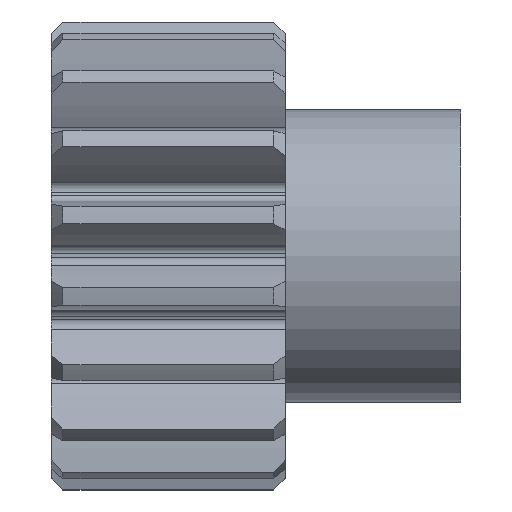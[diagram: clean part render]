
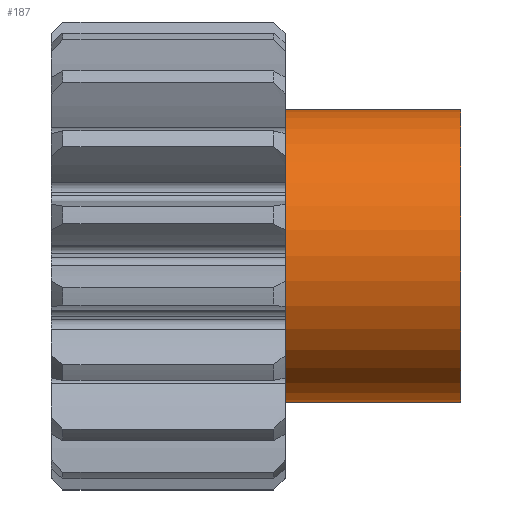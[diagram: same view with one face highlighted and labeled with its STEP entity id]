
A CAD part, top view. The second image highlights one B-rep face of the part: STEP entity #187.
In plain terms, the highlighted cylindrical face has radius 12.5 mm (diameter 25 mm), a partial arc.
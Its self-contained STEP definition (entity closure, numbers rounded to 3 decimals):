
#187=ADVANCED_FACE('',(#524),#525,.T.);
#524=FACE_OUTER_BOUND('',#1011,.T.);
#525=CYLINDRICAL_SURFACE('',#1012,12.5);
#1011=EDGE_LOOP('',(#1502,#1503,#1504,#1505));
#1012=AXIS2_PLACEMENT_3D('',#1506,#1507,#1508);
#1502=ORIENTED_EDGE('',*,*,#3059,.F.);
#1503=ORIENTED_EDGE('',*,*,#3060,.T.);
#1504=ORIENTED_EDGE('',*,*,#3061,.F.);
#1505=ORIENTED_EDGE('',*,*,#3062,.F.);
#1506=CARTESIAN_POINT('',(27.5,0.0,0.0));
#1507=DIRECTION('',(1.0,0.0,0.0));
#1508=DIRECTION('',(0.0,1.0,0.0));
#3059=EDGE_CURVE('',#3688,#3689,#3690,.T.);
#3060=EDGE_CURVE('',#3688,#3691,#3692,.T.);
#3061=EDGE_CURVE('',#3693,#3691,#3694,.T.);
#3062=EDGE_CURVE('',#3689,#3693,#3695,.T.);
#3688=VERTEX_POINT('',#4623);
#3689=VERTEX_POINT('',#4624);
#3690=LINE('',#4625,#4626);
#3691=VERTEX_POINT('',#4627);
#3692=CIRCLE('',#4628,12.5);
#3693=VERTEX_POINT('',#4629);
#3694=LINE('',#4630,#4631);
#3695=CIRCLE('',#4632,12.5);
#4623=CARTESIAN_POINT('',(20.0,12.5,0.0));
#4624=CARTESIAN_POINT('',(35.0,12.5,0.0));
#4625=CARTESIAN_POINT('',(27.5,12.5,0.));
#4626=VECTOR('',#6027,1.0);
#4627=CARTESIAN_POINT('',(20.0,-12.5,0.));
#4628=AXIS2_PLACEMENT_3D('',#6028,#6029,#6030);
#4629=CARTESIAN_POINT('',(35.0,-12.5,0.));
#4630=CARTESIAN_POINT('',(27.5,-12.5,0.));
#4631=VECTOR('',#6031,1.0);
#4632=AXIS2_PLACEMENT_3D('',#6032,#6033,#6034);
#6027=DIRECTION('',(1.0,0.0,0.0));
#6028=CARTESIAN_POINT('',(20.0,0.0,0.0));
#6029=DIRECTION('',(1.0,0.0,0.0));
#6030=DIRECTION('',(0.0,1.0,0.0));
#6031=DIRECTION('',(-1.0,-0.0,-0.0));
#6032=CARTESIAN_POINT('',(35.0,0.0,0.0));
#6033=DIRECTION('',(1.0,0.0,0.0));
#6034=DIRECTION('',(0.0,1.0,0.0));
